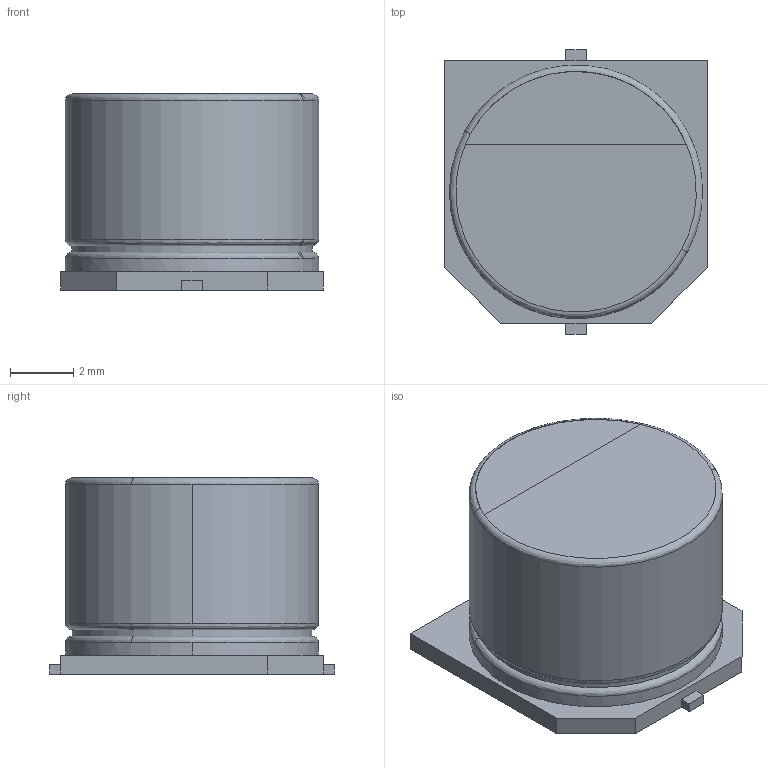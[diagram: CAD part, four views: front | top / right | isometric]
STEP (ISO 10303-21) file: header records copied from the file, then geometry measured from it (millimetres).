
FILE_DESCRIPTION (( 'STEP AP214' ), '1' );
FILE_NAME ('1D73603D-E0BF-449B-A8F9-60128BFE8817.STEP', '2008-01-23T01:21:03', ( 'sysAdmin' ), ( 'SolidWorks' ), 'SwSTEP 2.0', 'SolidWorks 2008', '' );
FILE_SCHEMA (( 'AUTOMOTIVE_DESIGN' ));
Length unit declared in the file: millimetre
Products named in the file (1): 1D73603D-E0BF-449B-A8F9-60128BFE8817
Bounding box: 8.3 x 9 x 6.21 mm (x, y, z)
Volume: 319.6 mm3; surface area: 295.4 mm2
Topology: 1 solids, 1 shells, 33 faces, 92 edges, 62 vertices
Faces by surface type: plane 20, cylinder 7, bspline 6
Entity records: 1709 total; most frequent: CARTESIAN_POINT 508, ORIENTED_EDGE 184, DIRECTION 160, EDGE_CURVE 92, VERTEX_POINT 62, AXIS2_PLACEMENT_3D 54, VECTOR 52, LINE 52
